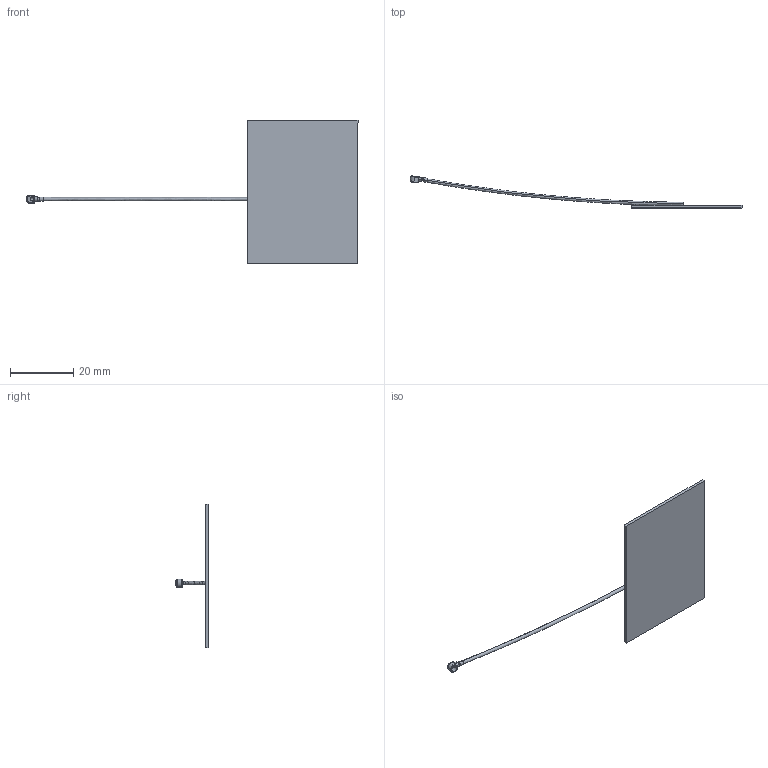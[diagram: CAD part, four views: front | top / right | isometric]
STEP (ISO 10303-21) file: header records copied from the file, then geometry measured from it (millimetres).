
FILE_DESCRIPTION (( 'STEP AP214' ), '1' );
FILE_NAME ('HG2402PU-UFL.STEP', '2015-01-23T15:02:02', ( 'L-Com' ), ( 'L-Com Global Connectivity' ), 'SwSTEP 2.0', 'SolidWorks 2014', '' );
FILE_SCHEMA (( 'AUTOMOTIVE_DESIGN' ));
Length unit declared in the file: inch
Products named in the file (4): HG2402PU-UFL_PCB; HG2402PU-UFL_CONNECTOR; HG2402PU-UFL_1.13mm Coax; HG2402PU-UFL
Assembly tree (3 placements, depth 2):
  HG2402PU-UFL
    HG2402PU-UFL_1.13mm Coax
    HG2402PU-UFL_CONNECTOR
    HG2402PU-UFL_PCB
Bounding box: 104.73 x 10.16 x 45.21 mm (x, y, z)
Volume: 1510 mm3; surface area: 3655.9 mm2
Topology: 3 solids, 3 shells, 116 faces, 308 edges, 195 vertices
Faces by surface type: plane 63, cylinder 37, torus 9, bspline 5, sphere 2
Entity records: 4109 total; most frequent: CARTESIAN_POINT 1021, ORIENTED_EDGE 612, DIRECTION 604, EDGE_CURVE 306, AXIS2_PLACEMENT_3D 218, VERTEX_POINT 195, VECTOR 168, LINE 168
